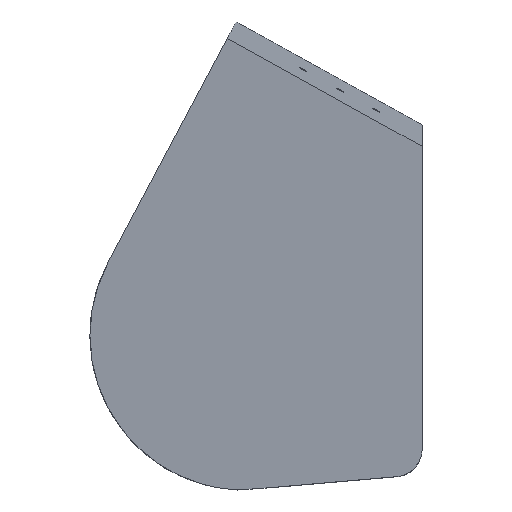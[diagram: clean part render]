
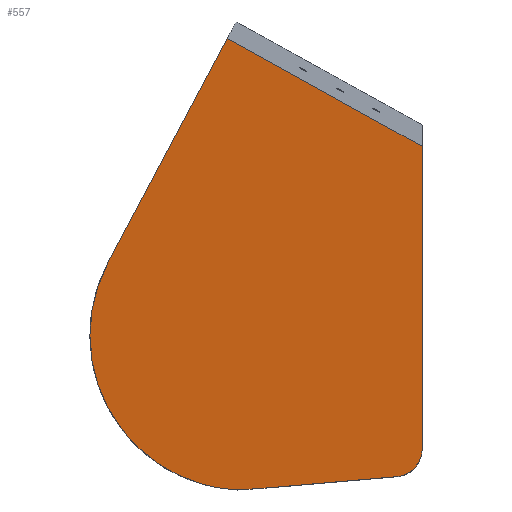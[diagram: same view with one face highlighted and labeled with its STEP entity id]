
A CAD part, top view. The second image highlights one B-rep face of the part: STEP entity #557.
In plain terms, the highlighted planar face has unit normal (-0.05, -0.09, 0.995).
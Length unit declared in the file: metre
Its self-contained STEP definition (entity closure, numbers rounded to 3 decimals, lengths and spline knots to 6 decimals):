
#16=B_SPLINE_CURVE_WITH_KNOTS('',3,(#926,#927,#928,#929),.UNSPECIFIED.,
 .F.,.F.,(4,4),(0.071704,0.116106),.UNSPECIFIED.);
#32=ELLIPSE('',#609,0.010053,0.01);
#34=ELLIPSE('',#612,1.641399,1.632713);
#36=ELLIPSE('',#615,0.010053,0.01);
#39=ELLIPSE('',#619,0.055761,0.055466);
#40=ELLIPSE('',#621,0.010053,0.01);
#78=LINE('',#901,#110);
#93=LINE('',#998,#125);
#94=LINE('',#999,#126);
#110=VECTOR('',#718,1.);
#125=VECTOR('',#785,1.);
#126=VECTOR('',#786,1.);
#229=ORIENTED_EDGE('',*,*,#311,.T.);
#230=ORIENTED_EDGE('',*,*,#346,.F.);
#231=ORIENTED_EDGE('',*,*,#329,.T.);
#232=ORIENTED_EDGE('',*,*,#327,.T.);
#233=ORIENTED_EDGE('',*,*,#323,.T.);
#234=ORIENTED_EDGE('',*,*,#320,.F.);
#235=ORIENTED_EDGE('',*,*,#318,.F.);
#236=ORIENTED_EDGE('',*,*,#313,.T.);
#237=ORIENTED_EDGE('',*,*,#347,.T.);
#311=EDGE_CURVE('',#385,#384,#78,.T.);
#313=EDGE_CURVE('',#386,#387,#32,.T.);
#318=EDGE_CURVE('',#386,#391,#16,.T.);
#320=EDGE_CURVE('',#391,#392,#34,.F.);
#323=EDGE_CURVE('',#394,#392,#36,.T.);
#327=EDGE_CURVE('',#397,#394,#39,.T.);
#329=EDGE_CURVE('',#398,#397,#40,.T.);
#346=EDGE_CURVE('',#398,#384,#93,.T.);
#347=EDGE_CURVE('',#387,#385,#94,.T.);
#384=VERTEX_POINT('',#900);
#385=VERTEX_POINT('',#902);
#386=VERTEX_POINT('',#906);
#387=VERTEX_POINT('',#907);
#391=VERTEX_POINT('',#930);
#392=VERTEX_POINT('',#934);
#394=VERTEX_POINT('',#940);
#397=VERTEX_POINT('',#948);
#398=VERTEX_POINT('',#952);
#450=EDGE_LOOP('',(#229,#230,#231,#232,#233,#234,#235,#236,#237));
#504=FACE_BOUND('',#450,.T.);
#533=PLANE('',#633);
#557=ADVANCED_FACE('',(#504),#533,.T.);
#609=AXIS2_PLACEMENT_3D('',#905,#722,#723);
#612=AXIS2_PLACEMENT_3D('',#933,#731,#732);
#615=AXIS2_PLACEMENT_3D('',#939,#738,#739);
#619=AXIS2_PLACEMENT_3D('',#947,#747,#748);
#621=AXIS2_PLACEMENT_3D('',#951,#752,#753);
#633=AXIS2_PLACEMENT_3D('',#997,#783,#784);
#718=DIRECTION('',(-0.875,0.484,0.));
#722=DIRECTION('',(-0.05,-0.09,0.995));
#723=DIRECTION('',(-0.482,-0.87,-0.103));
#731=DIRECTION('',(-0.05,-0.09,0.995));
#732=DIRECTION('',(-0.482,-0.87,-0.103));
#738=DIRECTION('',(-0.05,-0.09,0.995));
#739=DIRECTION('',(-0.482,-0.87,-0.103));
#747=DIRECTION('',(-0.05,-0.09,0.995));
#748=DIRECTION('',(-0.482,-0.87,-0.103));
#752=DIRECTION('',(-0.05,-0.09,0.995));
#753=DIRECTION('',(-0.482,-0.87,-0.103));
#783=DIRECTION('',(-0.05,-0.09,0.995));
#784=DIRECTION('',(0.,-0.996,-0.09));
#785=DIRECTION('',(0.467,0.878,0.103));
#786=DIRECTION('',(0.,0.996,0.09));
#900=CARTESIAN_POINT('',(0.419666,-0.198324,0.047351));
#901=CARTESIAN_POINT('',(0.535302,-0.262366,0.047351));
#902=CARTESIAN_POINT('',(0.4895,-0.237,0.047351));
#905=CARTESIAN_POINT('',(0.4795,-0.345386,0.037057));
#906=CARTESIAN_POINT('',(0.480463,-0.35534,0.036206));
#907=CARTESIAN_POINT('',(0.4895,-0.345386,0.037557));
#926=CARTESIAN_POINT('',(0.480463,-0.35534,0.036206));
#927=CARTESIAN_POINT('',(0.465756,-0.356763,0.035341));
#928=CARTESIAN_POINT('',(0.451033,-0.358056,0.034488));
#929=CARTESIAN_POINT('',(0.436296,-0.359167,0.03365));
#930=CARTESIAN_POINT('',(0.436296,-0.359167,0.03365));
#933=CARTESIAN_POINT('',(0.313352,1.268911,0.174605));
#934=CARTESIAN_POINT('',(0.424018,-0.360047,0.032956));
#939=CARTESIAN_POINT('',(0.423341,-0.35007,0.033824));
#940=CARTESIAN_POINT('',(0.422771,-0.360054,0.032893));
#947=CARTESIAN_POINT('',(0.42593,-0.304679,0.038055));
#948=CARTESIAN_POINT('',(0.376876,-0.278792,0.037939));
#951=CARTESIAN_POINT('',(0.38572,-0.283459,0.03796));
#952=CARTESIAN_POINT('',(0.376891,-0.278764,0.037942));
#997=CARTESIAN_POINT('',(0.54935,-0.237,0.050346));
#998=CARTESIAN_POINT('',(0.428411,-0.181879,0.049275));
#999=CARTESIAN_POINT('',(0.4895,-0.167567,0.053625));
